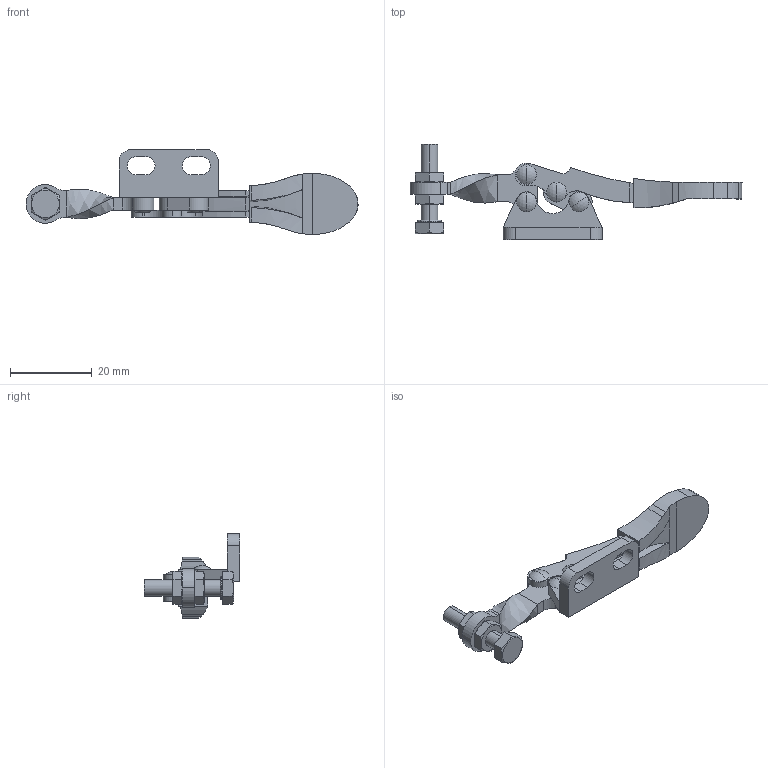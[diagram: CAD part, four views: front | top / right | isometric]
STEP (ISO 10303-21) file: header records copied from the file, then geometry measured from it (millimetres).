
FILE_DESCRIPTION (( 'STEP AP214' ), '1' );
FILE_NAME ('EMC201AL.STEP', '2019-01-09T03:38:52', ( 'LinWei' ), ( '' ), 'SwSTEP 2.0', 'SolidWorks 2016', '' );
FILE_SCHEMA (( 'AUTOMOTIVE_DESIGN' ));
Length unit declared in the file: millimetre
Products named in the file (6): 1201A05-1^EMC201AL; 1201A08-1^EMC201AL; Group5^EMC201AL; Group4^EMC201AL; Group1^EMC201AL; EMC201AL
Assembly tree (5 placements, depth 2):
  EMC201AL
    Group1^EMC201AL
    Group4^EMC201AL
    Group5^EMC201AL
    1201A08-1^EMC201AL
    1201A05-1^EMC201AL
Bounding box: 81.19 x 23.26 x 20.77 mm (x, y, z)
Volume: 2519.7 mm3; surface area: 4816.3 mm2
Topology: 4 solids, 7 shells, 225 faces, 554 edges, 358 vertices
Faces by surface type: cylinder 92, plane 72, cone 26, torus 14, bspline 13, sphere 8
Entity records: 8426 total; most frequent: CARTESIAN_POINT 2415, DIRECTION 1107, ORIENTED_EDGE 1092, EDGE_CURVE 554, AXIS2_PLACEMENT_3D 455, VERTEX_POINT 358, EDGE_LOOP 262, CIRCLE 234
